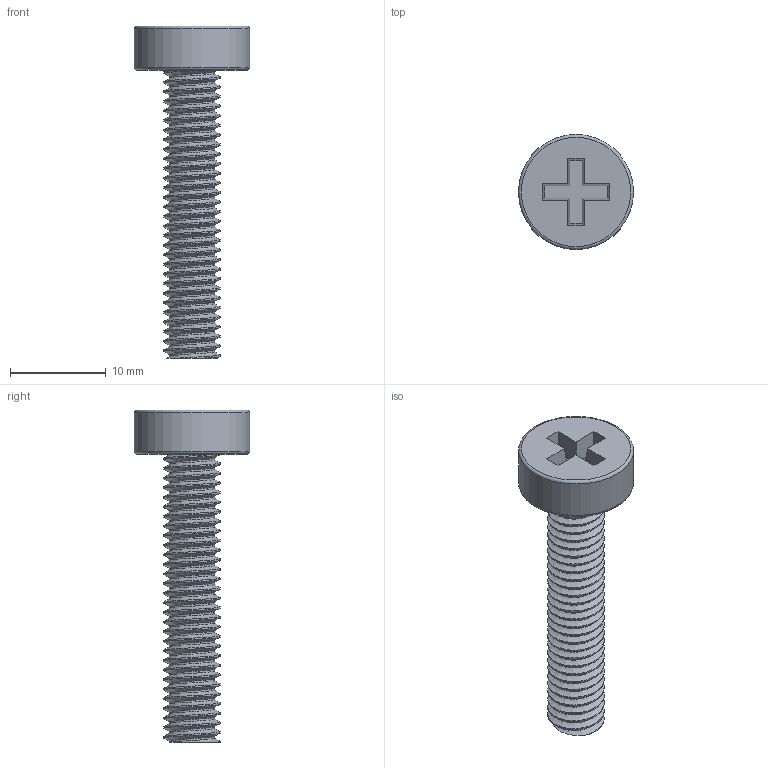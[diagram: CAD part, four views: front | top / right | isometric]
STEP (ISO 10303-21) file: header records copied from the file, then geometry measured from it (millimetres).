
FILE_DESCRIPTION(/* description */ (''),/* implementation_level */ '2;1');
FILE_NAME(/* name */ 'M6x30 Bolt.step',/* time_stamp */ '2026-02-03T17:09:16-05:00',/* author */ (''),/* organization */ (''),/* preprocessor_version */ 'ST-DEVELOPER v20.1',/* originating_system */ 'Autodesk Translation Framework v14.21.0.0',/* authorisation */ '');
FILE_SCHEMA (('AUTOMOTIVE_DESIGN { 1 0 10303 214 3 1 1 }'));
Length unit declared in the file: millimetre
Products named in the file (1): 2026-02-03-16-46-10-806
Bounding box: 12 x 12 x 34.6 mm (x, y, z)
Volume: 1136 mm3; surface area: 1280.5 mm2
Topology: 1 solids, 1 shells, 83 faces, 235 edges, 156 vertices
Faces by surface type: cylinder 63, plane 16, bspline 2, torus 2
Full cylindrical faces by diameter (mm): 4.744 x11, 5.884 x19, 12 x1
Entity records: 6213 total; most frequent: CARTESIAN_POINT 4267, ORIENTED_EDGE 470, DIRECTION 281, EDGE_CURVE 235, VERTEX_POINT 156, B_SPLINE_CURVE_WITH_KNOTS 128, LINE 97, VECTOR 97
